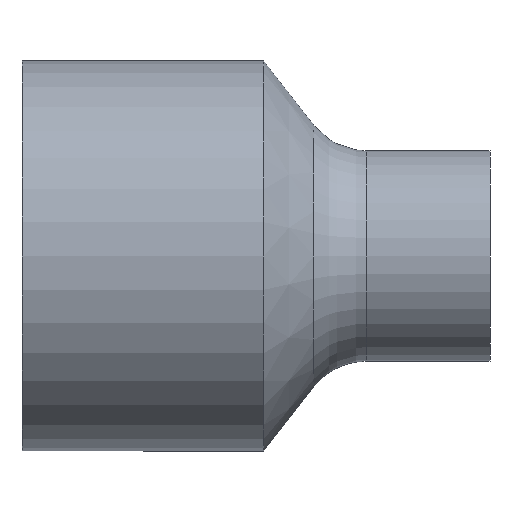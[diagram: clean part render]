
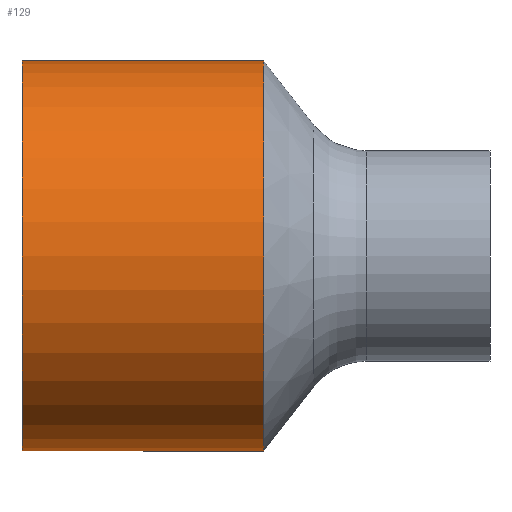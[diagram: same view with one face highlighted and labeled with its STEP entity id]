
A CAD part, front view. The second image highlights one B-rep face of the part: STEP entity #129.
In plain terms, the highlighted cylindrical face has radius 25 mm (diameter 50 mm), a full revolution.
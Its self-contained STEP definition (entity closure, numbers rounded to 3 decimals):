
#20=CYLINDRICAL_SURFACE($,#152,25.);
#28=FACE_BOUND($,#57,.T.);
#40=FACE_OUTER_BOUND($,#56,.T.);
#56=EDGE_LOOP($,(#111));
#57=EDGE_LOOP($,(#112));
#74=CIRCLE($,#151,25.);
#75=CIRCLE($,#153,25.);
#85=VERTEX_POINT($,#228);
#86=VERTEX_POINT($,#231);
#96=EDGE_CURVE($,#85,#85,#74,.T.);
#97=EDGE_CURVE($,#86,#86,#75,.T.);
#111=ORIENTED_EDGE($,*,*,#96,.T.);
#112=ORIENTED_EDGE($,*,*,#97,.F.);
#129=ADVANCED_FACE($,(#40,#28),#20,.T.);
#151=AXIS2_PLACEMENT_3D($,#229,#189,#190);
#152=AXIS2_PLACEMENT_3D($,#230,#191,#192);
#153=AXIS2_PLACEMENT_3D($,#232,#193,#194);
#189=DIRECTION('center_axis',(-1.,0.,0.));
#190=DIRECTION('ref_axis',(0.,1.,0.));
#191=DIRECTION('center_axis',(-1.,0.,0.));
#192=DIRECTION('ref_axis',(0.,1.,0.));
#193=DIRECTION('center_axis',(-1.,0.,0.));
#194=DIRECTION('ref_axis',(0.,1.,0.));
#228=CARTESIAN_POINT('',(5.669,-25.,0.));
#229=CARTESIAN_POINT('Origin',(5.669,0.,0.));
#230=CARTESIAN_POINT('Origin',(-9.831,0.,
0.));
#231=CARTESIAN_POINT('',(-25.331,-25.,0.));
#232=CARTESIAN_POINT('Origin',(-25.331,0.,0.));
